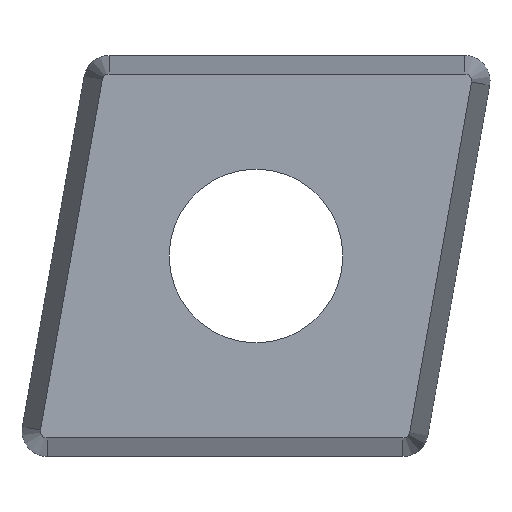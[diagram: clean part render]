
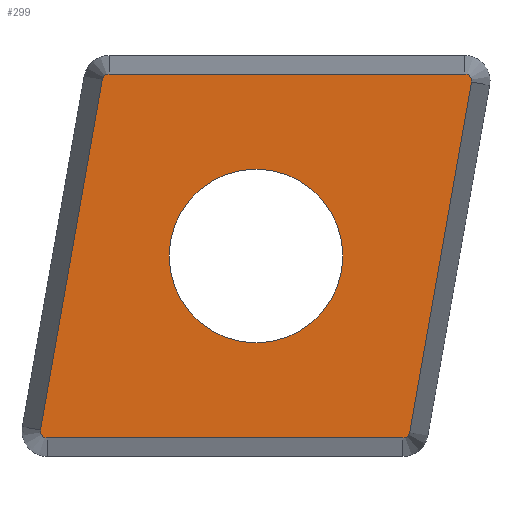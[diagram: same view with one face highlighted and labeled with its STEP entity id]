
A CAD part, front view. The second image highlights one B-rep face of the part: STEP entity #299.
In plain terms, the highlighted planar face has unit normal (0, -1, 0).
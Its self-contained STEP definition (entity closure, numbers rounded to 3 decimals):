
#19 = CARTESIAN_POINT ( 'NONE',  ( -4.657, -4.76, 5.55 ) ) ;
#23 = CARTESIAN_POINT ( 'NONE',  ( 6.614, -4.76, 5.55 ) ) ;
#67 = EDGE_LOOP ( 'NONE', ( #1335, #82 ) ) ;
#82 = ORIENTED_EDGE ( 'NONE', *, *, #644, .T. ) ;
#90 = VERTEX_POINT ( 'NONE', #167 ) ;
#148 = LINE ( 'NONE', #776, #153 ) ;
#153 = VECTOR ( 'NONE', #1046, 1000. ) ;
#159 = VERTEX_POINT ( 'NONE', #727 ) ;
#167 = CARTESIAN_POINT ( 'NONE',  ( 0., -4.76, -2.75 ) ) ;
#168 = DIRECTION ( 'NONE',  ( 0., 0., 1. ) ) ;
#175 = AXIS2_PLACEMENT_3D ( 'NONE', #196, #426, #168 ) ;
#178 = EDGE_CURVE ( 'NONE', #692, #1097, #635, .T. ) ;
#196 = CARTESIAN_POINT ( 'NONE',  ( 0., -4.76, 0. ) ) ;
#207 = EDGE_LOOP ( 'NONE', ( #1282, #757, #470, #603, #452, #1621, #460, #955 ) ) ;
#228 = VERTEX_POINT ( 'NONE', #1527 ) ;
#263 = DIRECTION ( 'NONE',  ( 0., 0., -1. ) ) ;
#282 = EDGE_CURVE ( 'NONE', #228, #692, #573, .T. ) ;
#288 = CARTESIAN_POINT ( 'NONE',  ( -6.827, -4.76, -5.513 ) ) ;
#296 = AXIS2_PLACEMENT_3D ( 'NONE', #842, #713, #1341 ) ;
#299 = ADVANCED_FACE ( 'NONE', ( #1419, #790 ), #1405, .T. ) ;
#300 = CARTESIAN_POINT ( 'NONE',  ( 0., -4.76, 2.75 ) ) ;
#309 = EDGE_CURVE ( 'NONE', #702, #228, #148, .T. ) ;
#333 = CIRCLE ( 'NONE', #175, 2.75 ) ;
#369 = VERTEX_POINT ( 'NONE', #300 ) ;
#407 = DIRECTION ( 'NONE',  ( 0., 0., -1. ) ) ;
#410 = CIRCLE ( 'NONE', #1541, 0.216 ) ;
#412 = CARTESIAN_POINT ( 'NONE',  ( 6.827, -4.76, 5.513 ) ) ;
#416 = EDGE_CURVE ( 'NONE', #886, #1151, #1228, .T. ) ;
#426 = DIRECTION ( 'NONE',  ( 0., 1., 0. ) ) ;
#432 = CARTESIAN_POINT ( 'NONE',  ( -6.614, -4.76, -5.766 ) ) ;
#438 = EDGE_CURVE ( 'NONE', #578, #159, #889, .T. ) ;
#452 = ORIENTED_EDGE ( 'NONE', *, *, #282, .F. ) ;
#460 = ORIENTED_EDGE ( 'NONE', *, *, #557, .F. ) ;
#470 = ORIENTED_EDGE ( 'NONE', *, *, #656, .F. ) ;
#498 = AXIS2_PLACEMENT_3D ( 'NONE', #1425, #1310, #407 ) ;
#545 = VECTOR ( 'NONE', #986, 1000. ) ;
#557 = EDGE_CURVE ( 'NONE', #159, #702, #410, .T. ) ;
#561 = EDGE_CURVE ( 'NONE', #1151, #578, #1513, .T. ) ;
#573 = CIRCLE ( 'NONE', #498, 0.216 ) ;
#578 = VERTEX_POINT ( 'NONE', #1174 ) ;
#603 = ORIENTED_EDGE ( 'NONE', *, *, #178, .F. ) ;
#635 = LINE ( 'NONE', #1231, #938 ) ;
#644 = EDGE_CURVE ( 'NONE', #90, #369, #333, .T. ) ;
#656 = EDGE_CURVE ( 'NONE', #1097, #886, #1042, .T. ) ;
#692 = VERTEX_POINT ( 'NONE', #1076 ) ;
#702 = VERTEX_POINT ( 'NONE', #412 ) ;
#713 = DIRECTION ( 'NONE',  ( 0., 1., 0. ) ) ;
#727 = CARTESIAN_POINT ( 'NONE',  ( 6.614, -4.76, 5.766 ) ) ;
#757 = ORIENTED_EDGE ( 'NONE', *, *, #416, .F. ) ;
#776 = CARTESIAN_POINT ( 'NONE',  ( 6.827, -4.76, 5.513 ) ) ;
#788 = CARTESIAN_POINT ( 'NONE',  ( -4.657, -4.76, 5.55 ) ) ;
#790 = FACE_OUTER_BOUND ( 'NONE', #207, .T. ) ;
#821 = AXIS2_PLACEMENT_3D ( 'NONE', #1191, #1343, #957 ) ;
#827 = CARTESIAN_POINT ( 'NONE',  ( -4.869, -4.76, 5.587 ) ) ;
#842 = CARTESIAN_POINT ( 'NONE',  ( 0., -4.76, 0. ) ) ;
#855 = DIRECTION ( 'NONE',  ( 1., 0., 0. ) ) ;
#886 = VERTEX_POINT ( 'NONE', #288 ) ;
#889 = LINE ( 'NONE', #1361, #910 ) ;
#910 = VECTOR ( 'NONE', #855, 1000. ) ;
#938 = VECTOR ( 'NONE', #1398, 1000. ) ;
#955 = ORIENTED_EDGE ( 'NONE', *, *, #438, .F. ) ;
#957 = DIRECTION ( 'NONE',  ( 0., 0., -1. ) ) ;
#986 = DIRECTION ( 'NONE',  ( 0.174, 0., 0.985 ) ) ;
#1034 = CIRCLE ( 'NONE', #296, 2.75 ) ;
#1042 = CIRCLE ( 'NONE', #821, 0.216 ) ;
#1046 = DIRECTION ( 'NONE',  ( -0.174, 0., -0.985 ) ) ;
#1050 = DIRECTION ( 'NONE',  ( 0., -1., 0. ) ) ;
#1051 = EDGE_CURVE ( 'NONE', #369, #90, #1034, .T. ) ;
#1076 = CARTESIAN_POINT ( 'NONE',  ( 4.657, -4.76, -5.766 ) ) ;
#1097 = VERTEX_POINT ( 'NONE', #432 ) ;
#1138 = CARTESIAN_POINT ( 'NONE',  ( -6.827, -4.76, -5.513 ) ) ;
#1151 = VERTEX_POINT ( 'NONE', #827 ) ;
#1164 = DIRECTION ( 'NONE',  ( 0., 0., -1. ) ) ;
#1174 = CARTESIAN_POINT ( 'NONE',  ( -4.657, -4.76, 5.766 ) ) ;
#1191 = CARTESIAN_POINT ( 'NONE',  ( -6.614, -4.76, -5.55 ) ) ;
#1228 = LINE ( 'NONE', #1138, #545 ) ;
#1231 = CARTESIAN_POINT ( 'NONE',  ( 4.657, -4.76, -5.766 ) ) ;
#1282 = ORIENTED_EDGE ( 'NONE', *, *, #561, .F. ) ;
#1293 = DIRECTION ( 'NONE',  ( 0., 0., -1. ) ) ;
#1310 = DIRECTION ( 'NONE',  ( 0., 1., 0. ) ) ;
#1335 = ORIENTED_EDGE ( 'NONE', *, *, #1051, .T. ) ;
#1341 = DIRECTION ( 'NONE',  ( 0., 0., 1. ) ) ;
#1343 = DIRECTION ( 'NONE',  ( 0., 1., 0. ) ) ;
#1361 = CARTESIAN_POINT ( 'NONE',  ( -4.657, -4.76, 5.766 ) ) ;
#1398 = DIRECTION ( 'NONE',  ( -1., 0., 0. ) ) ;
#1405 = PLANE ( 'NONE',  #1411 ) ;
#1411 = AXIS2_PLACEMENT_3D ( 'NONE', #19, #1050, #1293 ) ;
#1419 = FACE_BOUND ( 'NONE', #67, .T. ) ;
#1423 = DIRECTION ( 'NONE',  ( 0., 1., 0. ) ) ;
#1425 = CARTESIAN_POINT ( 'NONE',  ( 4.657, -4.76, -5.55 ) ) ;
#1513 = CIRCLE ( 'NONE', #1556, 0.216 ) ;
#1527 = CARTESIAN_POINT ( 'NONE',  ( 4.869, -4.76, -5.587 ) ) ;
#1541 = AXIS2_PLACEMENT_3D ( 'NONE', #23, #1542, #1164 ) ;
#1542 = DIRECTION ( 'NONE',  ( 0., 1., 0. ) ) ;
#1556 = AXIS2_PLACEMENT_3D ( 'NONE', #788, #1423, #263 ) ;
#1621 = ORIENTED_EDGE ( 'NONE', *, *, #309, .F. ) ;
